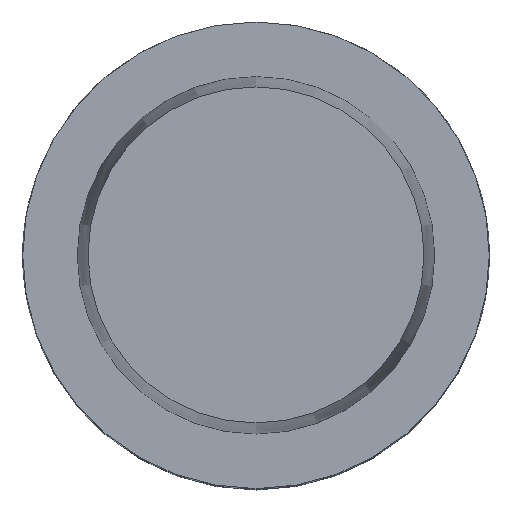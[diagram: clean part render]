
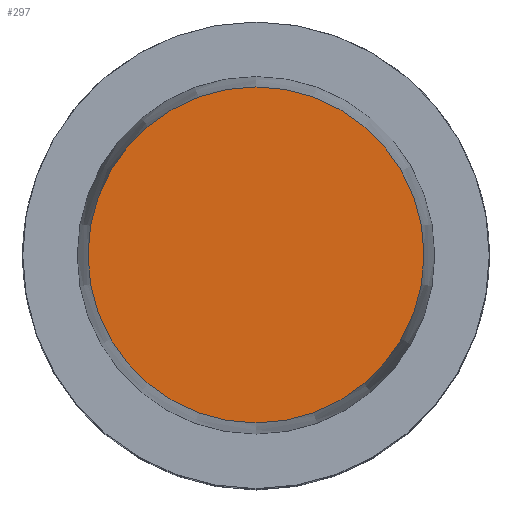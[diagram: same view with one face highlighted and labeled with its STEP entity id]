
A CAD part, top view. The second image highlights one B-rep face of the part: STEP entity #297.
In plain terms, the highlighted planar face has unit normal (0, 0, 1).
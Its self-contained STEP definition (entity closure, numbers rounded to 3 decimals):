
#297=ADVANCED_FACE('240[2]',(#751),#752,.T.);
#366=EDGE_CURVE('240[2]',#848,#848,#849,.T.);
#751=FACE_OUTER_BOUND('',#1441,.T.);
#752=PLANE('',#1442);
#848=VERTEX_POINT('',#1625);
#849=CIRCLE('',#1626,18.);
#1441=EDGE_LOOP('',(#2282));
#1442=AXIS2_PLACEMENT_3D('',#2283,#2284,#2285);
#1625=CARTESIAN_POINT('',(0.,18.,25.0));
#1626=AXIS2_PLACEMENT_3D('',#2383,#2384,#2385);
#2282=ORIENTED_EDGE('',*,*,#366,.F.);
#2283=CARTESIAN_POINT('',(0.,9.,25.0));
#2284=DIRECTION('',(0.,0.,1.0));
#2285=DIRECTION('',(1.0,0.,0.0));
#2383=CARTESIAN_POINT('',(0.,0.,25.0));
#2384=DIRECTION('',(0.,0.,-1.0));
#2385=DIRECTION('',(0.,1.0,0.));
